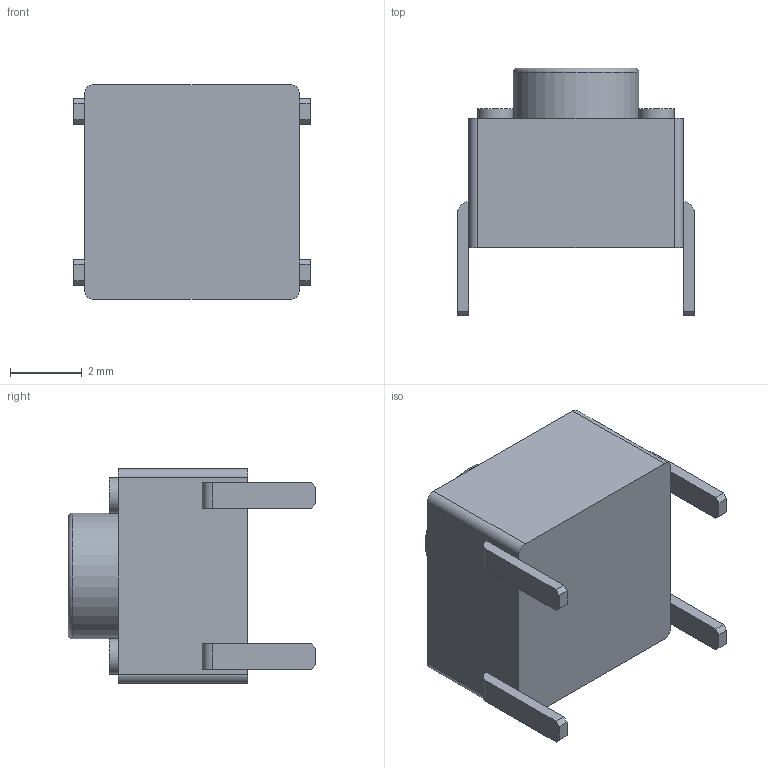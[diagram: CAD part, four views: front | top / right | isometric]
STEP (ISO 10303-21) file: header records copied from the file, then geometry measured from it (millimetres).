
FILE_DESCRIPTION(/* description */ (''),/* implementation_level */ '2;1');
FILE_NAME(/* name */ 'Microswitch.ipt.step',/* time_stamp */ '2020-04-16T23:11:45-04:00',/* author */ ('Hannah'),/* organization */ (''),/* preprocessor_version */ 'ST-DEVELOPER v17',/* originating_system */ 'Autodesk Inventor 2019',/* authorisation */ '');
FILE_SCHEMA (('AUTOMOTIVE_DESIGN { 1 0 10303 214 3 1 1 }'));
Length unit declared in the file: inch
Products named in the file (1): Microswitch
Bounding box: 6.6 x 6.91 x 5.99 mm (x, y, z)
Volume: 146.3 mm3; surface area: 194.1 mm2
Topology: 1 solids, 1 shells, 53 faces, 140 edges, 94 vertices
Faces by surface type: plane 39, cylinder 13, torus 1
Full cylindrical faces by diameter (mm): 0.991 x4, 3.505 x1
Entity records: 1690 total; most frequent: CARTESIAN_POINT 288, DIRECTION 287, ORIENTED_EDGE 280, EDGE_CURVE 140, LINE 101, VECTOR 101, VERTEX_POINT 94, AXIS2_PLACEMENT_3D 93
